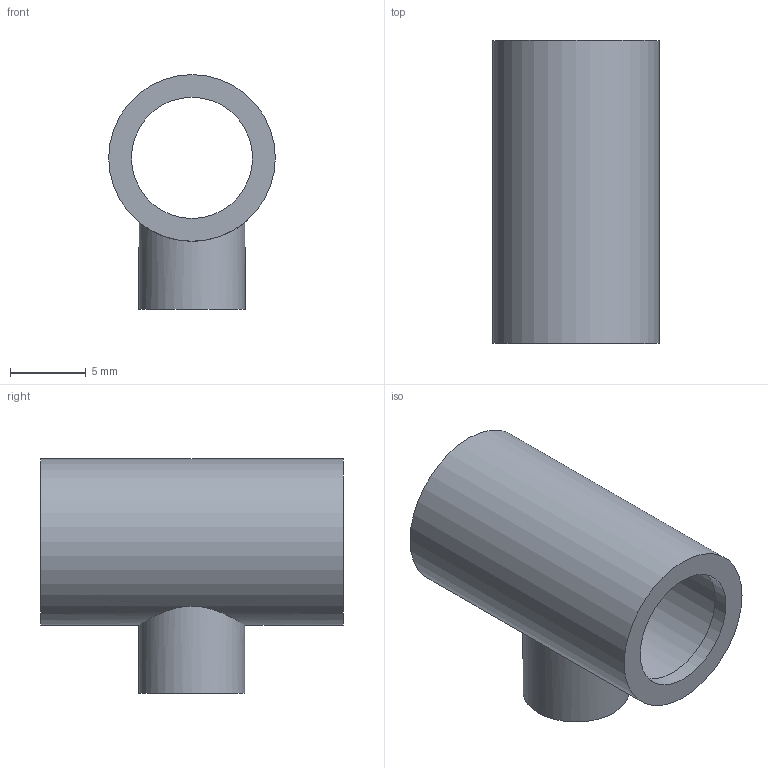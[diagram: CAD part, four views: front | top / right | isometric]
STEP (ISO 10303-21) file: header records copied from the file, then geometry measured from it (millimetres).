
FILE_DESCRIPTION(('STEP AP203'), '1');
FILE_NAME('櫻蠉錪11', '', ('UNSPECIFIED'), ('UNSPECIFIED'), 'C3D Converter', 'C3D Toolkit', '');
FILE_SCHEMA(('CONFIG_CONTROL_DESIGN'));
Length unit declared in the file: millimetre
Bounding box: 11 x 20 x 15.5 mm (x, y, z)
Volume: 714.5 mm3; surface area: 1505.2 mm2
Topology: 1 solids, 1 shells, 11 faces, 25 edges, 16 vertices
Faces by surface type: cylinder 7, plane 4
Full cylindrical faces by diameter (mm): 5.001 x1, 7 x1, 8 x1, 9 x1, 11 x1
Entity records: 821 total; most frequent: CARTESIAN_POINT 553, DIRECTION 46, ORIENTED_EDGE 36, AXIS2_PLACEMENT_3D 22, EDGE_LOOP 22, EDGE_CURVE 18, VERTEX_POINT 16, FACE_BOUND 15
